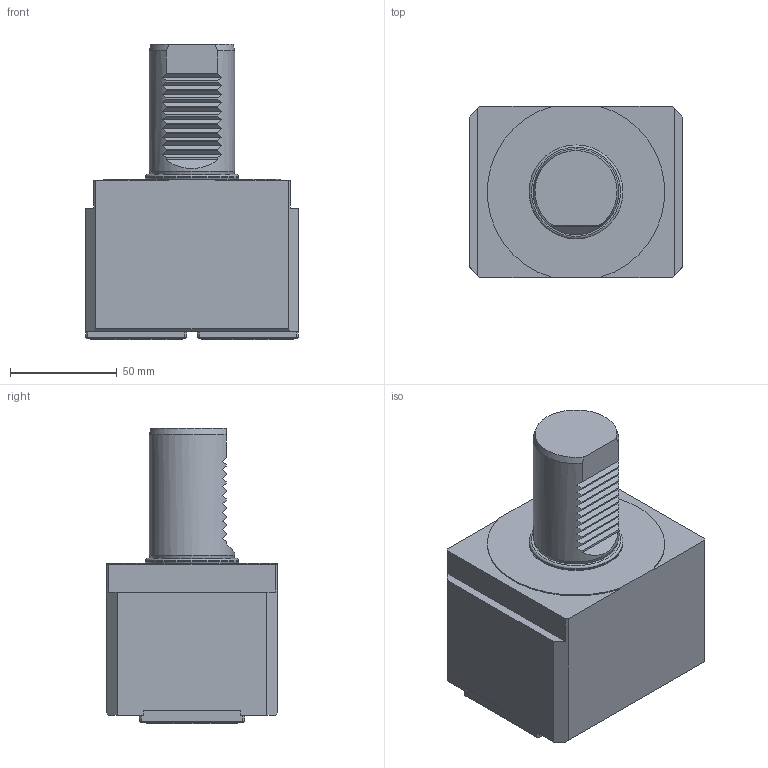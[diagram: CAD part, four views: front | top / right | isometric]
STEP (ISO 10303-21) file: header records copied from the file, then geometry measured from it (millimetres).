
FILE_DESCRIPTION(/* description */ (''),/* implementation_level */ '2;1');
FILE_NAME(/* name */ '1618474446315.stp',/* time_stamp */ '2021-04-15T10:14:14+02:00',/* author */ (''),/* organization */ ('SMS'),/* preprocessor_version */ 'ST-DEVELOPER v16.7',/* originating_system */ 'SIEMENS PLM Software NX 12.0',/* authorisation */ '');
FILE_SCHEMA (('AUTOMOTIVE_DESIGN { 1 0 10303 214 3 1 1 1 }'));
Length unit declared in the file: millimetre
Products named in the file (1): 203474906mod000_00
Bounding box: 100 x 80 x 137.99 mm (x, y, z)
Volume: 619471.9 mm3; surface area: 56182.6 mm2
Topology: 1 solids, 1 shells, 172 faces, 473 edges, 315 vertices
Faces by surface type: plane 124, cylinder 22, cone 12, sphere 8, torus 4, bspline 2
Full cylindrical faces by diameter (mm): 2.5 x2, 5.994 x2, 7.193 x8, 39.96 x2, 40 x1, 43.856 x1
Entity records: 5991 total; most frequent: CARTESIAN_POINT 1861, DIRECTION 830, ORIENTED_EDGE 806, EDGE_CURVE 403, AXIS2_PLACEMENT_3D 284, VERTEX_POINT 282, LINE 262, VECTOR 262
